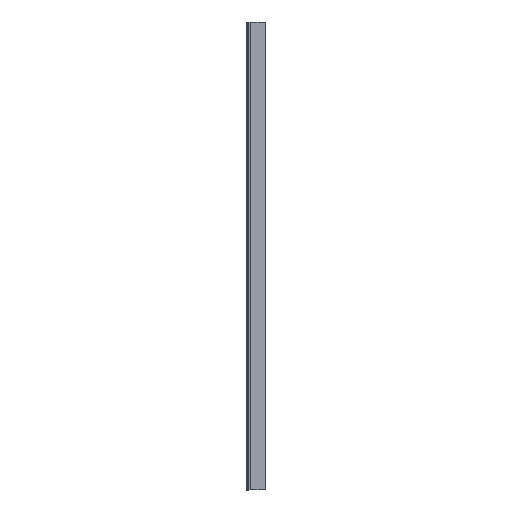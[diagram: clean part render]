
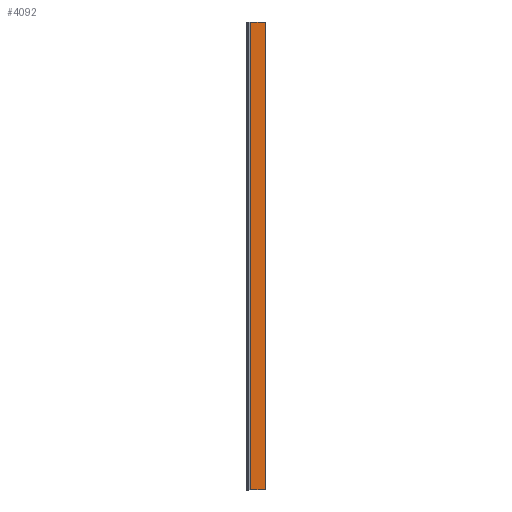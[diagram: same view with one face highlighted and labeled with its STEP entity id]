
A CAD part, left-side view. The second image highlights one B-rep face of the part: STEP entity #4092.
In plain terms, the highlighted planar face has unit normal (-1, 0, 0).
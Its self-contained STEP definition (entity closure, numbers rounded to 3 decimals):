
#871 = ORIENTED_EDGE ( 'NONE', *, *, #5265, .F. ) ;
#1035 = VECTOR ( 'NONE', #3297, 1000. ) ;
#1068 = VECTOR ( 'NONE', #11103, 1000. ) ;
#1229 = AXIS2_PLACEMENT_3D ( 'NONE', #4056, #13847, #3769 ) ;
#2176 = EDGE_CURVE ( 'NONE', #10864, #5251, #5444, .T. ) ;
#3297 = DIRECTION ( 'NONE',  ( 0., -1., 0. ) ) ;
#3495 = CARTESIAN_POINT ( 'NONE',  ( -170.5, 3., -2399. ) ) ;
#3538 = VECTOR ( 'NONE', #10455, 1000. ) ;
#3769 = DIRECTION ( 'NONE',  ( 0., 0., 1. ) ) ;
#4056 = CARTESIAN_POINT ( 'NONE',  ( -170.5, 0., -2399. ) ) ;
#4092 = ADVANCED_FACE ( 'NONE', ( #5215 ), #6195, .T. ) ;
#4196 = CARTESIAN_POINT ( 'NONE',  ( -170.5, 3., -2399. ) ) ;
#4315 = VERTEX_POINT ( 'NONE', #12569 ) ;
#4340 = CARTESIAN_POINT ( 'NONE',  ( -170.5, 0., -2399. ) ) ;
#5215 = FACE_OUTER_BOUND ( 'NONE', #8787, .T. ) ;
#5251 = VERTEX_POINT ( 'NONE', #4196 ) ;
#5265 = EDGE_CURVE ( 'NONE', #4315, #13545, #11094, .T. ) ;
#5444 = LINE ( 'NONE', #4340, #1068 ) ;
#5980 = LINE ( 'NONE', #13772, #3538 ) ;
#6195 = PLANE ( 'NONE',  #1229 ) ;
#6594 = ORIENTED_EDGE ( 'NONE', *, *, #10916, .F. ) ;
#8689 = CARTESIAN_POINT ( 'NONE',  ( -170.5, 0., 0. ) ) ;
#8787 = EDGE_LOOP ( 'NONE', ( #12246, #871, #6594, #10749 ) ) ;
#9679 = CARTESIAN_POINT ( 'NONE',  ( -170.5, 3., 0. ) ) ;
#9759 = CARTESIAN_POINT ( 'NONE',  ( -170.5, 92., -2399. ) ) ;
#9853 = VECTOR ( 'NONE', #12477, 1000. ) ;
#10455 = DIRECTION ( 'NONE',  ( 0., 0., 1. ) ) ;
#10749 = ORIENTED_EDGE ( 'NONE', *, *, #2176, .T. ) ;
#10864 = VERTEX_POINT ( 'NONE', #9759 ) ;
#10916 = EDGE_CURVE ( 'NONE', #10864, #4315, #5980, .T. ) ;
#11094 = LINE ( 'NONE', #8689, #1035 ) ;
#11103 = DIRECTION ( 'NONE',  ( 0., -1., 0. ) ) ;
#12246 = ORIENTED_EDGE ( 'NONE', *, *, #13533, .F. ) ;
#12477 = DIRECTION ( 'NONE',  ( 0., 0., -1. ) ) ;
#12569 = CARTESIAN_POINT ( 'NONE',  ( -170.5, 92., 0. ) ) ;
#13533 = EDGE_CURVE ( 'NONE', #13545, #5251, #13568, .T. ) ;
#13545 = VERTEX_POINT ( 'NONE', #9679 ) ;
#13568 = LINE ( 'NONE', #3495, #9853 ) ;
#13772 = CARTESIAN_POINT ( 'NONE',  ( -170.5, 92., -2399. ) ) ;
#13847 = DIRECTION ( 'NONE',  ( -1., 0., 0. ) ) ;
